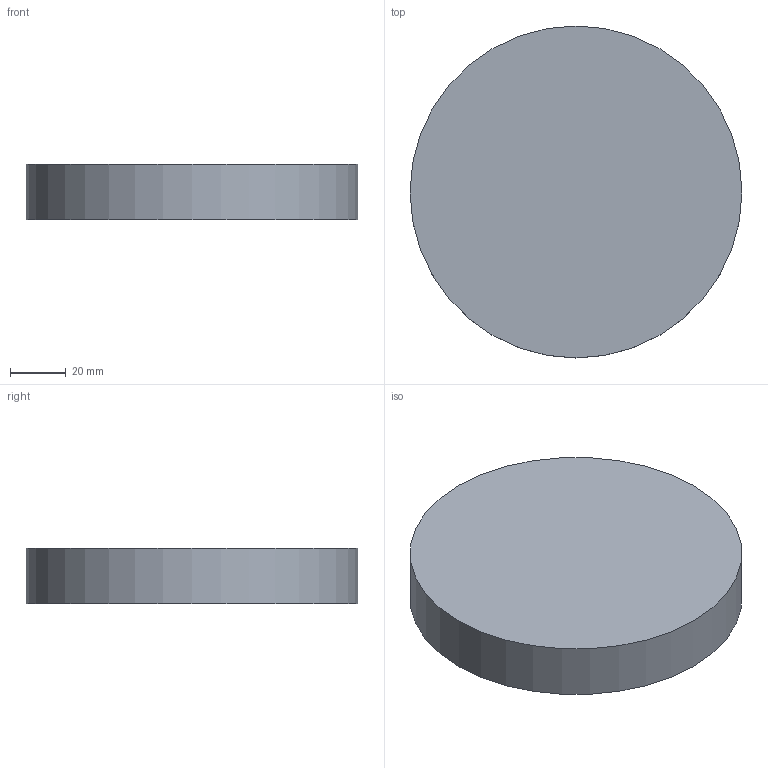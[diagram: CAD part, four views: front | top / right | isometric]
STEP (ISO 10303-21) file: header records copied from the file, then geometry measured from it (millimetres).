
FILE_DESCRIPTION(/* description */ (''),/* implementation_level */ '2;1');
FILE_NAME(/* name */ 'lid v1.step',/* time_stamp */ '2021-08-27T22:23:10+02:00',/* author */ (''),/* organization */ (''),/* preprocessor_version */ 'ST-DEVELOPER v18.1',/* originating_system */ 'Autodesk Translation Framework v10.10.0.1391',/* authorisation */ '');
FILE_SCHEMA (('AUTOMOTIVE_DESIGN { 1 0 10303 214 3 1 1 }'));
Length unit declared in the file: millimetre
Products named in the file (1): lid
Bounding box: 119 x 119 x 20 mm (x, y, z)
Volume: 46271.2 mm3; surface area: 40452.2 mm2
Topology: 1 solids, 1 shells, 316 faces, 867 edges, 578 vertices
Faces by surface type: bspline 181, plane 126, cylinder 9
Full cylindrical faces by diameter (mm): 108.905 x2, 115.633 x2, 119 x1
Entity records: 12941 total; most frequent: CARTESIAN_POINT 6152, ORIENTED_EDGE 1734, EDGE_CURVE 867, DIRECTION 767, VERTEX_POINT 578, LINE 483, VECTOR 483, B_SPLINE_CURVE_WITH_KNOTS 378
